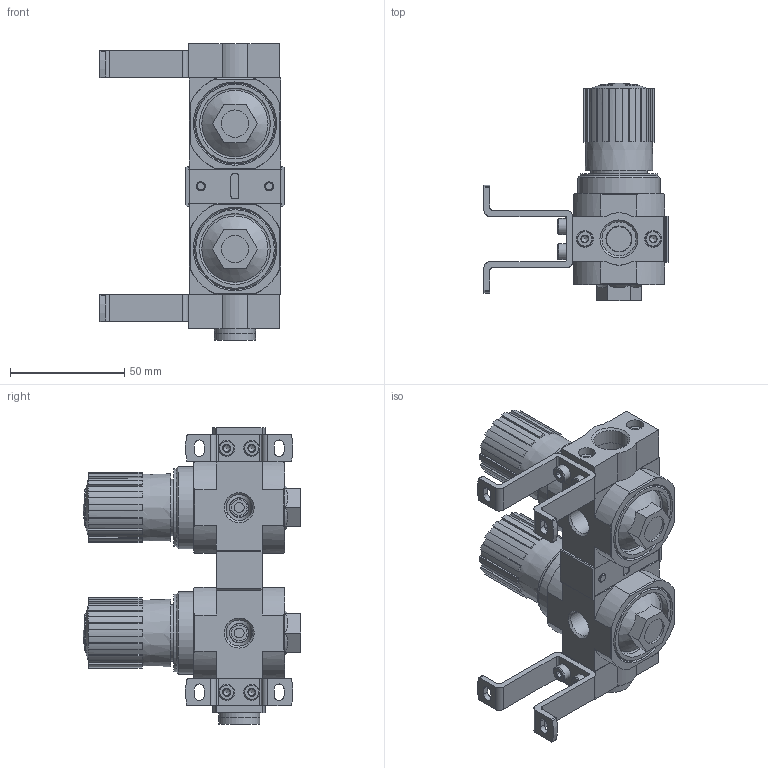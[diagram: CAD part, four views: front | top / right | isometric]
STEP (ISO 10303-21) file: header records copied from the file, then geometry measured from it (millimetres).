
FILE_DESCRIPTION(/* description */ ('STEP AP214'),/* implementation_level */ '2;1');
FILE_NAME(/* name */ '528953_LRB-3_8-D-7-O-K2-MINI',/* time_stamp */ '2024-09-04T22:22:00+02:00',/* author */ ('License CC BY-ND 4.0'),/* organization */ ('CADENAS'),/* preprocessor_version */ 'ST-DEVELOPER v19.3',/* originating_system */ 'PARTsolutions',/* authorisation */ ' ');
FILE_SCHEMA (('AUTOMOTIVE_DESIGN {1 0 10303 214 3 1 1}'));
Length unit declared in the file: millimetre
Products named in the file (13): 528953 LRB-3/8-D-7-O-K2-MINI---(0); 528953 LRB-3/8-D-7-O-K2-MINI---(0-Geh); 525034 LRBAS-3/8-D-MINI---(p); 525029 HRB-D-MINI---(p); DIN-912 - M4x8(F); 2224 O-1/4; DIN-908 G1/4A; DIN-912 - M4x14(F); 373845 LR-MINI; 529022 HRBC-D-MINIo; 529022 HRBC-D-MINIu; 680968 HRBC-D-MINI---(s); DIN-912 - M4x16(F)
Assembly tree (26 placements, depth 2):
  528953 LRB-3/8-D-7-O-K2-MINI---(0)
    528953 LRB-3/8-D-7-O-K2-MINI---(0-Geh)  x2
    525034 LRBAS-3/8-D-MINI---(p)  x2
    525029 HRB-D-MINI---(p)  x2
    DIN-912 - M4x8(F)  x4
    2224 O-1/4
    DIN-908 G1/4A
    DIN-912 - M4x14(F)  x4
    373845 LR-MINI  x2
    529022 HRBC-D-MINIo
    529022 HRBC-D-MINIu
    680968 HRBC-D-MINI---(s)  x4
    DIN-912 - M4x16(F)  x2
Bounding box: 80.7 x 95.4 x 130 mm (x, y, z)
Volume: 216424.8 mm3; surface area: 67935.3 mm2
Topology: 26 solids, 26 shells, 1066 faces, 2521 edges, 1579 vertices
Faces by surface type: plane 586, cylinder 251, cone 195, torus 24, sphere 10
Full cylindrical faces by diameter (mm): 3.242 x14, 3.5 x4, 4 x14, 4.3 x12, 6.9 x2, 7 x10, 7.4 x4, 7.5 x2, 7.9 x1, 8.2 x2, 8.566 x2, 9 x8, 9.728 x2, 11 x3, 11.4 x2, 11.445 x2, 12 x2, 12.2 x2, 13.157 x1, 13.2 x1, 14.95 x2, 15.7 x1, 15.8 x2, 17.2 x2, 18 x2, 24.9 x2, 26.9 x2, 31 x2, 33.9 x2, 36 x2
Entity records: 17758 total; most frequent: CARTESIAN_POINT 3047, DIRECTION 2834, ORIENTED_EDGE 2498, EDGE_CURVE 1249, AXIS2_PLACEMENT_3D 1090, VERTEX_POINT 868, FACE_BOUND 737, EDGE_LOOP 729
